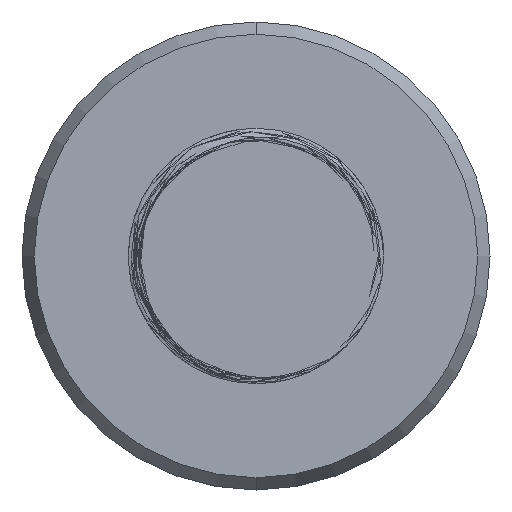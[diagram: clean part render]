
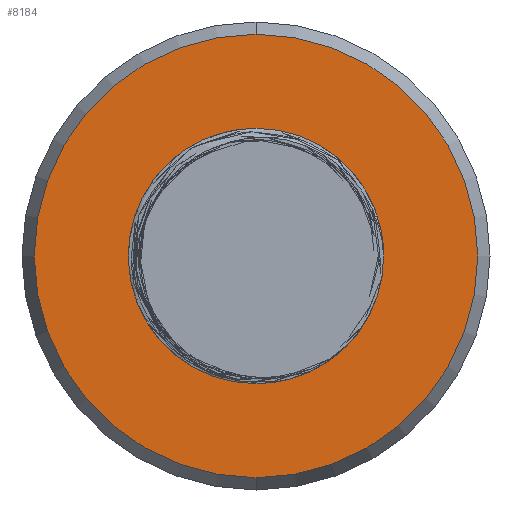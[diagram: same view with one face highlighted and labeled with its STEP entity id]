
A CAD part, front view. The second image highlights one B-rep face of the part: STEP entity #8184.
In plain terms, the highlighted planar face has unit normal (0, -1, 0).
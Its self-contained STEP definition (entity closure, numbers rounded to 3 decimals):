
#400 = CARTESIAN_POINT ( 'NONE',  ( 0., 0., -2.606 ) ) ;
#542 = DIRECTION ( 'NONE',  ( 0., 1., 0. ) ) ;
#615 = CARTESIAN_POINT ( 'NONE',  ( 0., 0., 2.606 ) ) ;
#798 = EDGE_LOOP ( 'NONE', ( #1379, #7066 ) ) ;
#902 = FACE_BOUND ( 'NONE', #798, .T. ) ;
#1050 = CIRCLE ( 'NONE', #7234, 1.5 ) ;
#1166 = AXIS2_PLACEMENT_3D ( 'NONE', #5551, #542, #10609 ) ;
#1174 = FACE_OUTER_BOUND ( 'NONE', #7553, .T. ) ;
#1302 = CARTESIAN_POINT ( 'NONE',  ( 0., 0., -1.5 ) ) ;
#1379 = ORIENTED_EDGE ( 'NONE', *, *, #10511, .F. ) ;
#1980 = AXIS2_PLACEMENT_3D ( 'NONE', #7108, #2911, #4615 ) ;
#2282 = DIRECTION ( 'NONE',  ( 0., 0., -1. ) ) ;
#2679 = VERTEX_POINT ( 'NONE', #5679 ) ;
#2911 = DIRECTION ( 'NONE',  ( 0., -1., 0. ) ) ;
#3029 = PLANE ( 'NONE',  #1166 ) ;
#3185 = CARTESIAN_POINT ( 'NONE',  ( 0., 0., 0. ) ) ;
#3288 = ORIENTED_EDGE ( 'NONE', *, *, #7643, .T. ) ;
#3862 = DIRECTION ( 'NONE',  ( 0., 0., -1. ) ) ;
#4615 = DIRECTION ( 'NONE',  ( 0., 0., -1. ) ) ;
#4773 = CARTESIAN_POINT ( 'NONE',  ( 0., 0., 0. ) ) ;
#4789 = DIRECTION ( 'NONE',  ( 0., -1., 0. ) ) ;
#5222 = AXIS2_PLACEMENT_3D ( 'NONE', #9835, #4789, #3862 ) ;
#5551 = CARTESIAN_POINT ( 'NONE',  ( 0., 0., 2.606 ) ) ;
#5646 = CIRCLE ( 'NONE', #1980, 1.5 ) ;
#5679 = CARTESIAN_POINT ( 'NONE',  ( 0., 0., 1.5 ) ) ;
#6272 = EDGE_CURVE ( 'NONE', #2679, #7563, #5646, .T. ) ;
#6811 = VERTEX_POINT ( 'NONE', #615 ) ;
#7066 = ORIENTED_EDGE ( 'NONE', *, *, #6272, .F. ) ;
#7108 = CARTESIAN_POINT ( 'NONE',  ( 0., 0., 0. ) ) ;
#7234 = AXIS2_PLACEMENT_3D ( 'NONE', #4773, #10638, #2282 ) ;
#7553 = EDGE_LOOP ( 'NONE', ( #7835, #3288 ) ) ;
#7563 = VERTEX_POINT ( 'NONE', #1302 ) ;
#7643 = EDGE_CURVE ( 'NONE', #10901, #6811, #8674, .T. ) ;
#7835 = ORIENTED_EDGE ( 'NONE', *, *, #9810, .T. ) ;
#8184 = ADVANCED_FACE ( 'NONE', ( #902, #1174 ), #3029, .F. ) ;
#8369 = CIRCLE ( 'NONE', #9429, 2.606 ) ;
#8674 = CIRCLE ( 'NONE', #5222, 2.606 ) ;
#9054 = DIRECTION ( 'NONE',  ( 0., -1., 0. ) ) ;
#9429 = AXIS2_PLACEMENT_3D ( 'NONE', #3185, #9054, #10020 ) ;
#9810 = EDGE_CURVE ( 'NONE', #6811, #10901, #8369, .T. ) ;
#9835 = CARTESIAN_POINT ( 'NONE',  ( 0., 0., 0. ) ) ;
#10020 = DIRECTION ( 'NONE',  ( 0., 0., -1. ) ) ;
#10511 = EDGE_CURVE ( 'NONE', #7563, #2679, #1050, .T. ) ;
#10609 = DIRECTION ( 'NONE',  ( 0., 0., 1. ) ) ;
#10638 = DIRECTION ( 'NONE',  ( 0., -1., 0. ) ) ;
#10901 = VERTEX_POINT ( 'NONE', #400 ) ;
